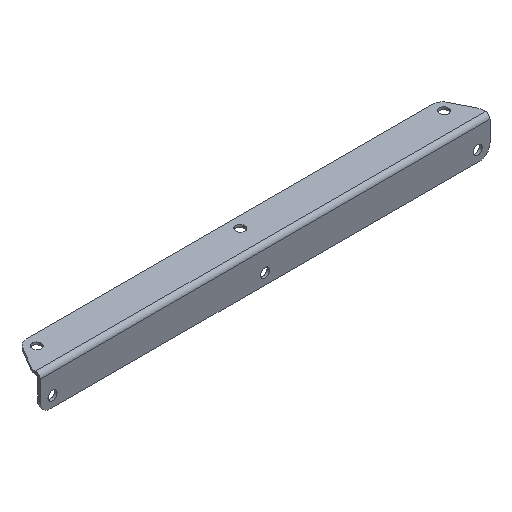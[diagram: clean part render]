
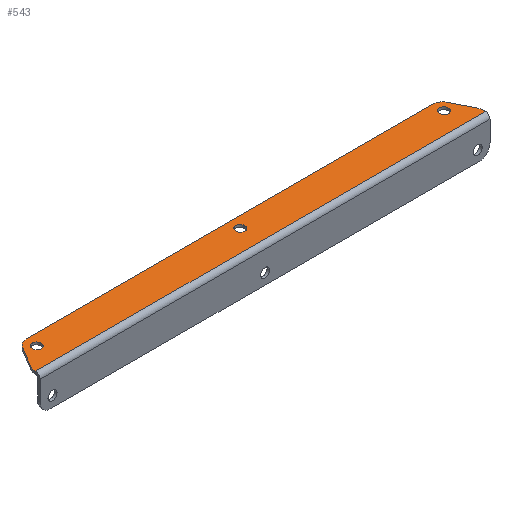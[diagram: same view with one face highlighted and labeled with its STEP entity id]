
A CAD part, isometric view. The second image highlights one B-rep face of the part: STEP entity #543.
In plain terms, the highlighted planar face has unit normal (0, -0.052, 0.999).
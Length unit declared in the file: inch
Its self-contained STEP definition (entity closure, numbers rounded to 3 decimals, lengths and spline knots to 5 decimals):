
#21=FACE_BOUND('',#100,.T.);
#22=FACE_BOUND('',#101,.T.);
#23=FACE_BOUND('',#102,.T.);
#38=PLANE('',#625);
#65=FACE_OUTER_BOUND('',#99,.T.);
#99=EDGE_LOOP('',(#472,#473,#474,#475,#476,#477,#478,#479,#480,#481));
#100=EDGE_LOOP('',(#482));
#101=EDGE_LOOP('',(#483));
#102=EDGE_LOOP('',(#484));
#113=LINE('',#812,#155);
#122=LINE('',#850,#164);
#125=LINE('',#859,#167);
#139=LINE('',#903,#181);
#140=LINE('',#906,#182);
#148=LINE('',#939,#190);
#155=VECTOR('',#643,0.3937);
#164=VECTOR('',#678,0.3937);
#167=VECTOR('',#687,0.3937);
#181=VECTOR('',#731,0.3937);
#182=VECTOR('',#734,0.3937);
#190=VECTOR('',#774,0.3937);
#193=CIRCLE('',#568,0.15);
#204=CIRCLE('',#582,0.15);
#205=CIRCLE('',#585,0.15);
#206=CIRCLE('',#588,0.15);
#214=CIRCLE('',#604,0.064);
#215=CIRCLE('',#606,0.064);
#216=CIRCLE('',#608,0.064);
#227=VERTEX_POINT('',#799);
#228=VERTEX_POINT('',#800);
#232=VERTEX_POINT('',#810);
#246=VERTEX_POINT('',#842);
#247=VERTEX_POINT('',#844);
#248=VERTEX_POINT('',#848);
#249=VERTEX_POINT('',#852);
#250=VERTEX_POINT('',#854);
#251=VERTEX_POINT('',#858);
#267=VERTEX_POINT('',#905);
#268=VERTEX_POINT('',#909);
#269=VERTEX_POINT('',#913);
#270=VERTEX_POINT('',#917);
#277=EDGE_CURVE('',#227,#228,#193,.T.);
#283=EDGE_CURVE('',#232,#227,#113,.T.);
#299=EDGE_CURVE('',#246,#247,#204,.T.);
#302=EDGE_CURVE('',#248,#246,#122,.T.);
#304=EDGE_CURVE('',#249,#250,#205,.T.);
#306=EDGE_CURVE('',#250,#251,#125,.T.);
#308=EDGE_CURVE('',#251,#248,#206,.T.);
#328=EDGE_CURVE('',#228,#249,#139,.T.);
#329=EDGE_CURVE('',#247,#267,#140,.T.);
#332=EDGE_CURVE('',#268,#268,#214,.T.);
#334=EDGE_CURVE('',#269,#269,#215,.T.);
#336=EDGE_CURVE('',#270,#270,#216,.T.);
#346=EDGE_CURVE('',#232,#267,#148,.T.);
#472=ORIENTED_EDGE('',*,*,#277,.F.);
#473=ORIENTED_EDGE('',*,*,#283,.F.);
#474=ORIENTED_EDGE('',*,*,#346,.T.);
#475=ORIENTED_EDGE('',*,*,#329,.F.);
#476=ORIENTED_EDGE('',*,*,#299,.F.);
#477=ORIENTED_EDGE('',*,*,#302,.F.);
#478=ORIENTED_EDGE('',*,*,#308,.F.);
#479=ORIENTED_EDGE('',*,*,#306,.F.);
#480=ORIENTED_EDGE('',*,*,#304,.F.);
#481=ORIENTED_EDGE('',*,*,#328,.F.);
#482=ORIENTED_EDGE('',*,*,#332,.T.);
#483=ORIENTED_EDGE('',*,*,#334,.T.);
#484=ORIENTED_EDGE('',*,*,#336,.T.);
#543=ADVANCED_FACE('',(#65,#21,#22,#23),#38,.F.);
#568=AXIS2_PLACEMENT_3D('',#801,#633,#634);
#582=AXIS2_PLACEMENT_3D('',#845,#672,#673);
#585=AXIS2_PLACEMENT_3D('',#855,#682,#683);
#588=AXIS2_PLACEMENT_3D('',#862,#691,#692);
#604=AXIS2_PLACEMENT_3D('',#911,#739,#740);
#606=AXIS2_PLACEMENT_3D('',#915,#744,#745);
#608=AXIS2_PLACEMENT_3D('',#919,#749,#750);
#625=AXIS2_PLACEMENT_3D('',#946,#787,#788);
#633=DIRECTION('center_axis',(0.,0.052,
-0.999));
#634=DIRECTION('ref_axis',(-0.966,0.258,0.014));
#643=DIRECTION('',(0.,0.999,0.052));
#672=DIRECTION('center_axis',(0.,0.052,
-0.999));
#673=DIRECTION('ref_axis',(0.966,0.258,0.014));
#678=DIRECTION('',(0.5,-0.865,-0.045));
#682=DIRECTION('center_axis',(0.,0.052,
-0.999));
#683=DIRECTION('ref_axis',(-0.5,0.865,0.045));
#687=DIRECTION('',(1.,0.,0.));
#691=DIRECTION('center_axis',(0.,0.052,
-0.999));
#692=DIRECTION('ref_axis',(0.5,0.865,0.045));
#731=DIRECTION('',(0.5,0.865,0.045));
#734=DIRECTION('',(0.,-0.999,-0.052));
#739=DIRECTION('center_axis',(0.,0.052,
-0.999));
#740=DIRECTION('ref_axis',(-1.,0.,0.));
#744=DIRECTION('center_axis',(0.,0.052,
-0.999));
#745=DIRECTION('ref_axis',(-1.,0.,0.));
#749=DIRECTION('center_axis',(0.,0.052,
-0.999));
#750=DIRECTION('ref_axis',(-1.,0.,0.));
#774=DIRECTION('',(1.,0.,0.));
#787=DIRECTION('center_axis',(0.,0.052,
-0.999));
#788=DIRECTION('ref_axis',(0.,0.999,0.052));
#799=CARTESIAN_POINT('',(-3.175,0.07865,0.50412));
#800=CARTESIAN_POINT('',(-3.1549,0.15355,0.50805));
#801=CARTESIAN_POINT('Origin',(-3.025,0.07865,0.50412));
#810=CARTESIAN_POINT('',(-3.175,0.06255,0.50328));
#812=CARTESIAN_POINT('',(-3.175,0.06255,0.50328));
#842=CARTESIAN_POINT('',(3.1549,0.15355,0.50805));
#844=CARTESIAN_POINT('',(3.175,0.07865,0.50412));
#845=CARTESIAN_POINT('Origin',(3.025,0.07865,0.50412));
#848=CARTESIAN_POINT('',(2.9983,0.42442,0.52224));
#850=CARTESIAN_POINT('',(2.69551,0.94815,0.54969));
#852=CARTESIAN_POINT('',(-2.9983,0.42442,0.52224));
#854=CARTESIAN_POINT('',(-2.8684,0.49931,0.52617));
#855=CARTESIAN_POINT('Origin',(-2.8684,0.34952,0.51832));
#858=CARTESIAN_POINT('',(2.8684,0.49931,0.52617));
#859=CARTESIAN_POINT('',(-3.175,0.49931,0.52617));
#862=CARTESIAN_POINT('Origin',(2.8684,0.34952,0.51832));
#903=CARTESIAN_POINT('',(-2.69551,0.94815,0.54969));
#905=CARTESIAN_POINT('',(3.175,0.06255,0.50328));
#906=CARTESIAN_POINT('',(3.175,-0.00696,0.49964));
#909=CARTESIAN_POINT('',(0.064,0.34952,0.51832));
#911=CARTESIAN_POINT('Origin',(0.,0.34952,0.51832));
#913=CARTESIAN_POINT('',(2.939,0.34952,0.51832));
#915=CARTESIAN_POINT('Origin',(2.875,0.34952,0.51832));
#917=CARTESIAN_POINT('',(-2.811,0.34952,0.51832));
#919=CARTESIAN_POINT('Origin',(-2.875,0.34952,0.51832));
#939=CARTESIAN_POINT('',(0.,0.06255,0.50328));
#946=CARTESIAN_POINT('Origin',(0.,0.24618,
0.5129));
